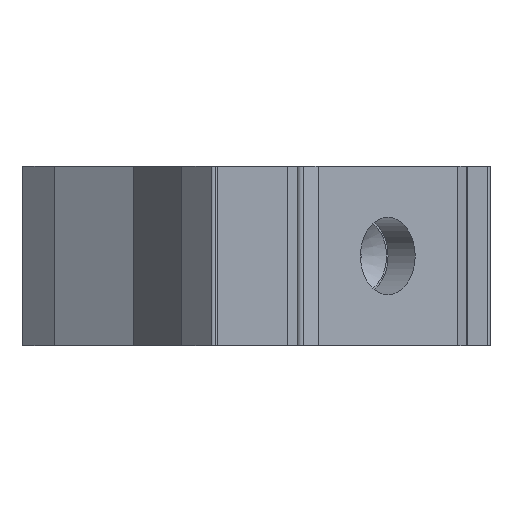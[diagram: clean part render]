
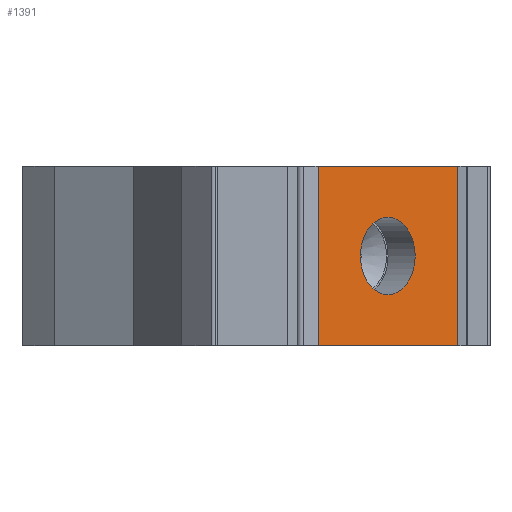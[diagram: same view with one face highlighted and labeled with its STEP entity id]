
A CAD part, front view. The second image highlights one B-rep face of the part: STEP entity #1391.
In plain terms, the highlighted planar face has unit normal (0.707, -0.707, 0).
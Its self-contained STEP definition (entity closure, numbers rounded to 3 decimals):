
#74=FACE_BOUND('',#266,.T.);
#101=CIRCLE('',#1520,8.6);
#180=FACE_OUTER_BOUND('',#265,.T.);
#265=EDGE_LOOP('',(#1184,#1185,#1186,#1187));
#266=EDGE_LOOP('',(#1188));
#393=LINE('',#2266,#538);
#400=LINE('',#2288,#545);
#405=LINE('',#2299,#550);
#406=LINE('',#2301,#551);
#538=VECTOR('',#1846,10.);
#545=VECTOR('',#1869,10.);
#550=VECTOR('',#1880,10.);
#551=VECTOR('',#1883,10.);
#659=VERTEX_POINT('',#2235);
#670=VERTEX_POINT('',#2263);
#671=VERTEX_POINT('',#2265);
#678=VERTEX_POINT('',#2287);
#681=VERTEX_POINT('',#2297);
#827=EDGE_CURVE('',#659,#659,#101,.T.);
#840=EDGE_CURVE('',#671,#670,#393,.T.);
#851=EDGE_CURVE('',#671,#678,#400,.T.);
#857=EDGE_CURVE('',#670,#681,#405,.T.);
#858=EDGE_CURVE('',#678,#681,#406,.T.);
#1184=ORIENTED_EDGE('',*,*,#840,.T.);
#1185=ORIENTED_EDGE('',*,*,#857,.T.);
#1186=ORIENTED_EDGE('',*,*,#858,.F.);
#1187=ORIENTED_EDGE('',*,*,#851,.F.);
#1188=ORIENTED_EDGE('',*,*,#827,.T.);
#1325=PLANE('',#1541);
#1391=ADVANCED_FACE('',(#180,#74),#1325,.T.);
#1520=AXIS2_PLACEMENT_3D('',#2237,#1819,#1820);
#1541=AXIS2_PLACEMENT_3D('',#2300,#1881,#1882);
#1819=DIRECTION('center_axis',(-0.707,0.707,0.));
#1820=DIRECTION('ref_axis',(0.707,0.707,0.));
#1846=DIRECTION('',(0.707,0.707,0.));
#1869=DIRECTION('',(0.,0.,1.));
#1880=DIRECTION('',(0.,0.,1.));
#1881=DIRECTION('center_axis',(0.707,-0.707,0.));
#1882=DIRECTION('ref_axis',(0.707,0.707,0.));
#1883=DIRECTION('',(0.707,0.707,0.));
#2235=CARTESIAN_POINT('',(14.456,-26.619,20.));
#2237=CARTESIAN_POINT('Origin',(20.538,-20.538,20.));
#2263=CARTESIAN_POINT('',(36.075,-5.,0.));
#2265=CARTESIAN_POINT('',(5.,-36.075,0.));
#2266=CARTESIAN_POINT('',(5.,-36.075,0.));
#2287=CARTESIAN_POINT('',(5.,-36.075,40.));
#2288=CARTESIAN_POINT('',(5.,-36.075,0.));
#2297=CARTESIAN_POINT('',(36.075,-5.,40.));
#2299=CARTESIAN_POINT('',(36.075,-5.,0.));
#2300=CARTESIAN_POINT('Origin',(5.,-36.075,0.));
#2301=CARTESIAN_POINT('',(5.,-36.075,40.));
